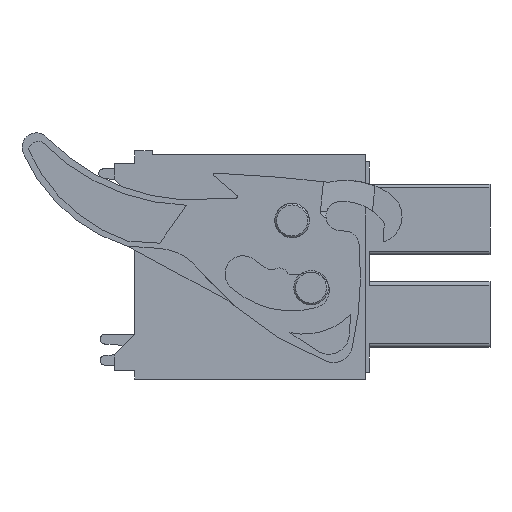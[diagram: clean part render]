
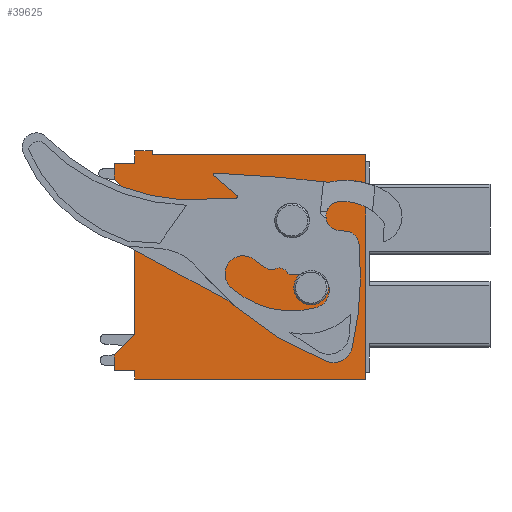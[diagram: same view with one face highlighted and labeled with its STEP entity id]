
A CAD part, left-side view. The second image highlights one B-rep face of the part: STEP entity #39625.
In plain terms, the highlighted planar face has unit normal (-1, 0, 0).
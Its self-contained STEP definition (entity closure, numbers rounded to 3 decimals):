
#836=CIRCLE('',#41584,1.);
#837=CIRCLE('',#41585,1.);
#4314=ORIENTED_EDGE('',*,*,#13353,.T.);
#4315=ORIENTED_EDGE('',*,*,#13354,.T.);
#4316=ORIENTED_EDGE('',*,*,#11819,.F.);
#4317=ORIENTED_EDGE('',*,*,#13355,.T.);
#4318=ORIENTED_EDGE('',*,*,#13356,.F.);
#4319=ORIENTED_EDGE('',*,*,#13357,.T.);
#4320=ORIENTED_EDGE('',*,*,#11850,.F.);
#4321=ORIENTED_EDGE('',*,*,#12091,.T.);
#4322=ORIENTED_EDGE('',*,*,#13344,.T.);
#4323=ORIENTED_EDGE('',*,*,#11612,.F.);
#4324=ORIENTED_EDGE('',*,*,#13358,.T.);
#4325=ORIENTED_EDGE('',*,*,#13359,.T.);
#4326=ORIENTED_EDGE('',*,*,#11926,.F.);
#4327=ORIENTED_EDGE('',*,*,#13360,.F.);
#4328=ORIENTED_EDGE('',*,*,#13361,.T.);
#4329=ORIENTED_EDGE('',*,*,#13362,.T.);
#11612=EDGE_CURVE('',#16713,#16715,#20100,.T.);
#11819=EDGE_CURVE('',#16911,#16912,#20257,.T.);
#11850=EDGE_CURVE('',#16942,#16943,#20288,.T.);
#11926=EDGE_CURVE('',#17018,#17019,#20364,.T.);
#12091=EDGE_CURVE('',#16942,#17147,#20529,.T.);
#13344=EDGE_CURVE('',#17147,#16715,#21629,.T.);
#13353=EDGE_CURVE('',#17906,#17906,#836,.T.);
#13354=EDGE_CURVE('',#17907,#17907,#837,.T.);
#13355=EDGE_CURVE('',#16911,#17908,#21638,.T.);
#13356=EDGE_CURVE('',#17909,#17908,#21639,.T.);
#13357=EDGE_CURVE('',#17909,#16943,#21640,.T.);
#13358=EDGE_CURVE('',#16713,#17910,#21641,.T.);
#13359=EDGE_CURVE('',#17910,#17019,#21642,.T.);
#13360=EDGE_CURVE('',#17911,#17018,#21643,.T.);
#13361=EDGE_CURVE('',#17911,#17912,#21644,.T.);
#13362=EDGE_CURVE('',#17912,#16912,#21645,.T.);
#16713=VERTEX_POINT('',#52945);
#16715=VERTEX_POINT('',#52948);
#16911=VERTEX_POINT('',#53381);
#16912=VERTEX_POINT('',#53383);
#16942=VERTEX_POINT('',#53444);
#16943=VERTEX_POINT('',#53446);
#17018=VERTEX_POINT('',#53597);
#17019=VERTEX_POINT('',#53599);
#17147=VERTEX_POINT('',#53929);
#17906=VERTEX_POINT('',#57577);
#17907=VERTEX_POINT('',#57579);
#17908=VERTEX_POINT('',#57581);
#17909=VERTEX_POINT('',#57583);
#17910=VERTEX_POINT('',#57586);
#17911=VERTEX_POINT('',#57589);
#17912=VERTEX_POINT('',#57591);
#20100=LINE('',#52947,#24460);
#20257=LINE('',#53382,#24617);
#20288=LINE('',#53445,#24648);
#20364=LINE('',#53598,#24724);
#20529=LINE('',#53930,#24889);
#21629=LINE('',#57560,#25989);
#21638=LINE('',#57580,#25998);
#21639=LINE('',#57582,#25999);
#21640=LINE('',#57584,#26000);
#21641=LINE('',#57585,#26001);
#21642=LINE('',#57587,#26002);
#21643=LINE('',#57588,#26003);
#21644=LINE('',#57590,#26004);
#21645=LINE('',#57592,#26005);
#24460=VECTOR('',#43541,1000.);
#24617=VECTOR('',#43860,1000.);
#24648=VECTOR('',#43893,1000.);
#24724=VECTOR('',#43971,1000.);
#24889=VECTOR('',#44212,1000.);
#25989=VECTOR('',#46244,1000.);
#25998=VECTOR('',#46261,1000.);
#25999=VECTOR('',#46262,1000.);
#26000=VECTOR('',#46263,1000.);
#26001=VECTOR('',#46264,1000.);
#26002=VECTOR('',#46265,1000.);
#26003=VECTOR('',#46266,1000.);
#26004=VECTOR('',#46267,1000.);
#26005=VECTOR('',#46268,1000.);
#29369=EDGE_LOOP('',(#4314));
#29370=EDGE_LOOP('',(#4315));
#29371=EDGE_LOOP('',(#4316,#4317,#4318,#4319,#4320,#4321,#4322,#4323,#4324,
#4325,#4326,#4327,#4328,#4329));
#31447=FACE_BOUND('',#29369,.T.);
#31448=FACE_BOUND('',#29370,.T.);
#31449=FACE_BOUND('',#29371,.T.);
#33275=PLANE('',#41583);
#39625=ADVANCED_FACE('',(#31447,#31448,#31449),#33275,.F.);
#41583=AXIS2_PLACEMENT_3D('',#57575,#46255,#46256);
#41584=AXIS2_PLACEMENT_3D('',#57576,#46257,#46258);
#41585=AXIS2_PLACEMENT_3D('',#57578,#46259,#46260);
#43541=DIRECTION('',(0.,-1.,0.));
#43860=DIRECTION('',(0.,0.,1.));
#43893=DIRECTION('',(0.,0.,1.));
#43971=DIRECTION('',(0.,0.,1.));
#44212=DIRECTION('',(0.,-1.,0.));
#46244=DIRECTION('',(0.,0.,1.));
#46255=DIRECTION('',(1.,0.,0.));
#46256=DIRECTION('',(0.,0.,-1.));
#46257=DIRECTION('',(1.,0.,0.));
#46258=DIRECTION('',(0.,0.,-1.));
#46259=DIRECTION('',(1.,0.,0.));
#46260=DIRECTION('',(0.,0.,-1.));
#46261=DIRECTION('',(0.,0.707,-0.707));
#46262=DIRECTION('',(0.,0.,1.));
#46263=DIRECTION('',(0.,-1.,0.));
#46264=DIRECTION('',(0.,0.,1.));
#46265=DIRECTION('',(0.,1.,0.));
#46266=DIRECTION('',(0.,-1.,0.));
#46267=DIRECTION('',(0.,0.,-1.));
#46268=DIRECTION('',(0.,-0.707,-0.707));
#52945=CARTESIAN_POINT('',(-17.9,12.4,6.5));
#52947=CARTESIAN_POINT('',(-17.9,13.4,6.5));
#52948=CARTESIAN_POINT('',(-17.9,0.,6.5));
#53381=CARTESIAN_POINT('',(-17.9,13.4,-3.9));
#53382=CARTESIAN_POINT('',(-17.9,13.4,-6.5));
#53383=CARTESIAN_POINT('',(-17.9,13.4,3.9));
#53444=CARTESIAN_POINT('',(-17.9,13.4,-6.5));
#53445=CARTESIAN_POINT('',(-17.9,13.4,-6.5));
#53446=CARTESIAN_POINT('',(-17.9,13.4,-6.));
#53597=CARTESIAN_POINT('',(-17.9,13.4,6.));
#53598=CARTESIAN_POINT('',(-17.9,13.4,-6.5));
#53599=CARTESIAN_POINT('',(-17.9,13.4,6.75));
#53929=CARTESIAN_POINT('',(-17.9,0.,-6.5));
#53930=CARTESIAN_POINT('',(-17.9,13.4,-6.5));
#57560=CARTESIAN_POINT('',(-17.9,0.,-6.5));
#57575=CARTESIAN_POINT('',(-17.9,13.4,-6.5));
#57576=CARTESIAN_POINT('',(-17.9,4.28,2.7));
#57577=CARTESIAN_POINT('',(-17.9,4.28,1.7));
#57578=CARTESIAN_POINT('',(-17.9,3.18,-1.2));
#57579=CARTESIAN_POINT('',(-17.9,3.18,-2.2));
#57580=CARTESIAN_POINT('',(-17.9,14.6,-5.1));
#57581=CARTESIAN_POINT('',(-17.9,14.6,-5.1));
#57582=CARTESIAN_POINT('',(-17.9,14.6,-6.));
#57583=CARTESIAN_POINT('',(-17.9,14.6,-6.));
#57584=CARTESIAN_POINT('',(-17.9,14.6,-6.));
#57585=CARTESIAN_POINT('',(-17.9,12.4,6.5));
#57586=CARTESIAN_POINT('',(-17.9,12.4,6.75));
#57587=CARTESIAN_POINT('',(-17.9,12.4,6.75));
#57588=CARTESIAN_POINT('',(-17.9,14.6,6.));
#57589=CARTESIAN_POINT('',(-17.9,14.6,6.));
#57590=CARTESIAN_POINT('',(-17.9,14.6,6.));
#57591=CARTESIAN_POINT('',(-17.9,14.6,5.1));
#57592=CARTESIAN_POINT('',(-17.9,13.4,3.9));
